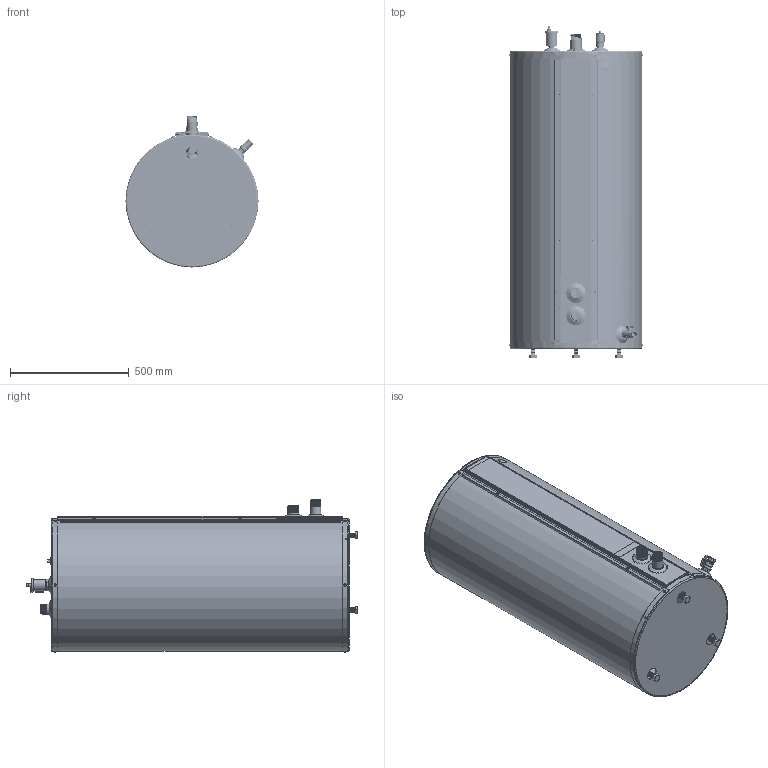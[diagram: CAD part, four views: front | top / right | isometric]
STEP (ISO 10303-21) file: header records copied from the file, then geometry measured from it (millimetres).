
FILE_DESCRIPTION (( 'STEP AP214' ), '1' );
FILE_NAME ('RE 48.STEP', '2019-09-26T18:09:39', ( '' ), ( '' ), 'SwSTEP 2.0', 'SolidWorks 2019', '' );
FILE_SCHEMA (( 'AUTOMOTIVE_DESIGN' ));
Length unit declared in the file: inch
Products named in the file (1): RE 48
Bounding box: 565.91 x 1400.05 x 641.73 mm (x, y, z)
Volume: 3374344.3 mm3; surface area: 6320362.5 mm2
Topology: 54 solids, 55 shells, 2288 faces, 5193 edges, 3058 vertices
Faces by surface type: plane 824, cone 715, cylinder 551, bspline 121, torus 63, sphere 14
Full cylindrical faces by diameter (mm): 3.566 x220, 4.763 x10, 4.826 x20, 5.08 x2, 5.105 x14, 9.474 x20, 11.113 x1, 12.065 x1, 12.7 x1, 13.97 x1, 14.097 x1, 15.037 x1, 17.856 x1, 19.05 x72, 20.93 x1, 21.59 x2, 22.225 x1, 23.012 x3, 25.4 x3, 26.67 x1, 27.102 x1, 30.353 x1, 30.607 x1, 32.131 x1, 32.69 x1, 33.338 x1, 33.655 x1, 33.909 x1, 34.671 x1, 35.052 x2
Entity records: 136171 total; most frequent: CARTESIAN_POINT 60240, DIRECTION 9418, ORIENTED_EDGE 7988, EDGE_CURVE 3994, AXIS2_PLACEMENT_3D 3768, EDGE_LOOP 3522, VERTEX_POINT 2962, FACE_OUTER_BOUND 2736
